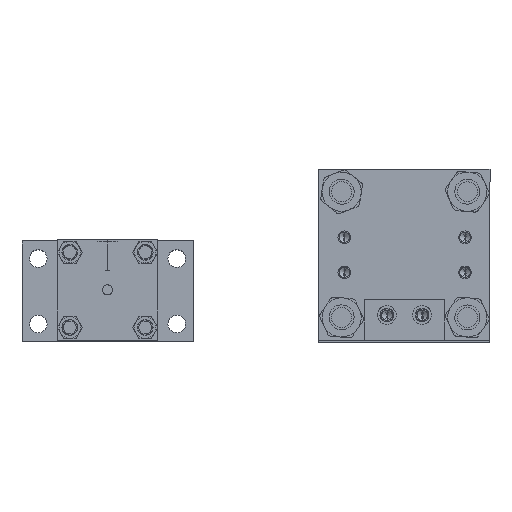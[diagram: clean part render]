
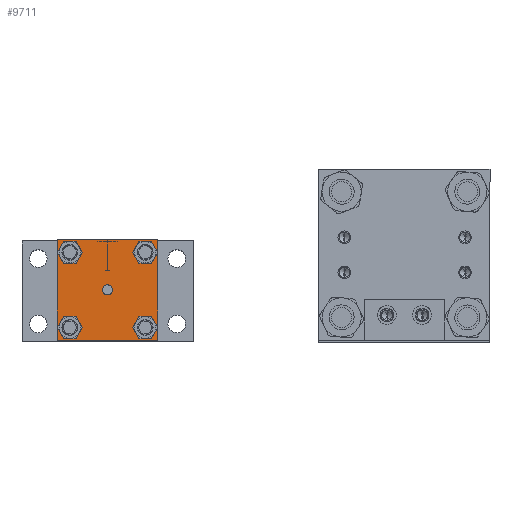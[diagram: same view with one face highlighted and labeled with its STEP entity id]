
A CAD part, top view. The second image highlights one B-rep face of the part: STEP entity #9711.
In plain terms, the highlighted planar face has unit normal (0, 0, 1).
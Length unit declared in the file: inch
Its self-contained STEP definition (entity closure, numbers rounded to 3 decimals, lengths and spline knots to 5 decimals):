
#97 = ORIENTED_EDGE ( 'NONE', *, *, #7361, .F. ) ;
#131 = CIRCLE ( 'NONE', #9722, 0.188 ) ;
#280 = CARTESIAN_POINT ( 'NONE',  ( 7.14946, 9.57806, 0.5 ) ) ;
#425 = CARTESIAN_POINT ( 'NONE',  ( 6.83446, 7.39306, 0.5 ) ) ;
#428 = CARTESIAN_POINT ( 'NONE',  ( 4.96446, 7.39306, 0.5 ) ) ;
#513 = CARTESIAN_POINT ( 'NONE',  ( 7.02246, 9.26306, 0.5 ) ) ;
#525 = CARTESIAN_POINT ( 'NONE',  ( 4.96446, 7.39306, 0.5 ) ) ;
#575 = DIRECTION ( 'NONE',  ( 1., 0., 0. ) ) ;
#599 = VECTOR ( 'NONE', #13092, 39.37008 ) ;
#666 = FACE_BOUND ( 'NONE', #7384, .T. ) ;
#670 = CIRCLE ( 'NONE', #5040, 0.12655 ) ;
#704 = AXIS2_PLACEMENT_3D ( 'NONE', #1825, #15076, #575 ) ;
#737 = VECTOR ( 'NONE', #11605, 39.37008 ) ;
#828 = CARTESIAN_POINT ( 'NONE',  ( 6.83446, 9.26306, 0.5 ) ) ;
#856 = DIRECTION ( 'NONE',  ( 0., 0., 1. ) ) ;
#941 = CARTESIAN_POINT ( 'NONE',  ( 7.14946, 5.57249, 0.5 ) ) ;
#1003 = VERTEX_POINT ( 'NONE', #4103 ) ;
#1071 = VERTEX_POINT ( 'NONE', #6955 ) ;
#1273 = VECTOR ( 'NONE', #2138, 39.37008 ) ;
#1434 = EDGE_CURVE ( 'NONE', #8475, #3628, #4998, .T. ) ;
#1435 = CARTESIAN_POINT ( 'NONE',  ( 5.89946, 9.57806, 0.5 ) ) ;
#1458 = CARTESIAN_POINT ( 'NONE',  ( 5.15246, 9.26306, 0.5 ) ) ;
#1536 = EDGE_CURVE ( 'NONE', #3773, #5255, #670, .T. ) ;
#1647 = VERTEX_POINT ( 'NONE', #15428 ) ;
#1825 = CARTESIAN_POINT ( 'NONE',  ( 5.89946, 5.57249, 0.5 ) ) ;
#2086 = LINE ( 'NONE', #10631, #599 ) ;
#2138 = DIRECTION ( 'NONE',  ( 0., -1., 0. ) ) ;
#2163 = EDGE_CURVE ( 'NONE', #8652, #1071, #9531, .T. ) ;
#2269 = CARTESIAN_POINT ( 'NONE',  ( 4.64946, 9.57806, 0.5 ) ) ;
#2606 = ORIENTED_EDGE ( 'NONE', *, *, #13486, .F. ) ;
#2876 = CIRCLE ( 'NONE', #14709, 0.188 ) ;
#2989 = DIRECTION ( 'NONE',  ( 0., 0., 1. ) ) ;
#3033 = CARTESIAN_POINT ( 'NONE',  ( 7.14946, 7.07806, 0.5 ) ) ;
#3055 = EDGE_CURVE ( 'NONE', #3628, #8475, #2876, .T. ) ;
#3460 = AXIS2_PLACEMENT_3D ( 'NONE', #428, #8963, #5259 ) ;
#3548 = EDGE_LOOP ( 'NONE', ( #5926, #11963, #7452, #97 ) ) ;
#3628 = VERTEX_POINT ( 'NONE', #513 ) ;
#3748 = CIRCLE ( 'NONE', #3460, 0.188 ) ;
#3773 = VERTEX_POINT ( 'NONE', #12820 ) ;
#3825 = FACE_BOUND ( 'NONE', #7187, .T. ) ;
#3853 = EDGE_CURVE ( 'NONE', #7712, #1003, #15004, .T. ) ;
#4094 = CARTESIAN_POINT ( 'NONE',  ( 5.15246, 7.39306, 0.5 ) ) ;
#4103 = CARTESIAN_POINT ( 'NONE',  ( 4.77646, 9.26306, 0.5 ) ) ;
#4170 = ORIENTED_EDGE ( 'NONE', *, *, #1434, .F. ) ;
#4219 = AXIS2_PLACEMENT_3D ( 'NONE', #828, #4434, #6870 ) ;
#4222 = FACE_BOUND ( 'NONE', #10151, .T. ) ;
#4329 = DIRECTION ( 'NONE',  ( 0., 0., 1. ) ) ;
#4408 = EDGE_CURVE ( 'NONE', #9145, #1647, #2086, .T. ) ;
#4428 = CARTESIAN_POINT ( 'NONE',  ( 5.89946, 7.07806, 0.5 ) ) ;
#4434 = DIRECTION ( 'NONE',  ( 0., 0., 1. ) ) ;
#4714 = VERTEX_POINT ( 'NONE', #280 ) ;
#4933 = CARTESIAN_POINT ( 'NONE',  ( 5.89946, 8.32806, 0.5 ) ) ;
#4998 = CIRCLE ( 'NONE', #4219, 0.188 ) ;
#5040 = AXIS2_PLACEMENT_3D ( 'NONE', #11612, #4329, #12842 ) ;
#5214 = DIRECTION ( 'NONE',  ( 1., 0., 0. ) ) ;
#5255 = VERTEX_POINT ( 'NONE', #7259 ) ;
#5259 = DIRECTION ( 'NONE',  ( 1., 0., 0. ) ) ;
#5563 = PLANE ( 'NONE',  #704 ) ;
#5926 = ORIENTED_EDGE ( 'NONE', *, *, #10684, .F. ) ;
#5974 = DIRECTION ( 'NONE',  ( 0., 0., 1. ) ) ;
#6258 = DIRECTION ( 'NONE',  ( 0., 0., 1. ) ) ;
#6678 = FACE_OUTER_BOUND ( 'NONE', #3548, .T. ) ;
#6870 = DIRECTION ( 'NONE',  ( 1., 0., 0. ) ) ;
#6955 = CARTESIAN_POINT ( 'NONE',  ( 7.02246, 7.39306, 0.5 ) ) ;
#7039 = CARTESIAN_POINT ( 'NONE',  ( 6.64646, 7.39306, 0.5 ) ) ;
#7100 = EDGE_CURVE ( 'NONE', #9503, #8638, #9773, .T. ) ;
#7187 = EDGE_LOOP ( 'NONE', ( #14921, #2606 ) ) ;
#7190 = ORIENTED_EDGE ( 'NONE', *, *, #7724, .F. ) ;
#7259 = CARTESIAN_POINT ( 'NONE',  ( 5.77291, 8.32806, 0.5 ) ) ;
#7296 = EDGE_LOOP ( 'NONE', ( #8207, #7539 ) ) ;
#7361 = EDGE_CURVE ( 'NONE', #4714, #9675, #7481, .T. ) ;
#7384 = EDGE_LOOP ( 'NONE', ( #7960, #9082 ) ) ;
#7414 = CARTESIAN_POINT ( 'NONE',  ( 6.83446, 7.39306, 0.5 ) ) ;
#7452 = ORIENTED_EDGE ( 'NONE', *, *, #14572, .T. ) ;
#7481 = LINE ( 'NONE', #941, #1273 ) ;
#7529 = CARTESIAN_POINT ( 'NONE',  ( 6.83446, 9.26306, 0.5 ) ) ;
#7539 = ORIENTED_EDGE ( 'NONE', *, *, #1536, .F. ) ;
#7554 = CARTESIAN_POINT ( 'NONE',  ( 4.96446, 9.26306, 0.5 ) ) ;
#7712 = VERTEX_POINT ( 'NONE', #1458 ) ;
#7724 = EDGE_CURVE ( 'NONE', #1003, #7712, #131, .T. ) ;
#7960 = ORIENTED_EDGE ( 'NONE', *, *, #14015, .F. ) ;
#7982 = AXIS2_PLACEMENT_3D ( 'NONE', #425, #14918, #8844 ) ;
#8077 = LINE ( 'NONE', #4428, #737 ) ;
#8091 = CIRCLE ( 'NONE', #10103, 0.188 ) ;
#8158 = CARTESIAN_POINT ( 'NONE',  ( 6.64646, 9.26306, 0.5 ) ) ;
#8207 = ORIENTED_EDGE ( 'NONE', *, *, #12701, .F. ) ;
#8453 = DIRECTION ( 'NONE',  ( 1., 0., 0. ) ) ;
#8475 = VERTEX_POINT ( 'NONE', #8158 ) ;
#8562 = CARTESIAN_POINT ( 'NONE',  ( 4.77646, 7.39306, 0.5 ) ) ;
#8638 = VERTEX_POINT ( 'NONE', #8562 ) ;
#8652 = VERTEX_POINT ( 'NONE', #7039 ) ;
#8680 = DIRECTION ( 'NONE',  ( 0., 0., 1. ) ) ;
#8754 = DIRECTION ( 'NONE',  ( 1., 0., 0. ) ) ;
#8844 = DIRECTION ( 'NONE',  ( 1., 0., 0. ) ) ;
#8963 = DIRECTION ( 'NONE',  ( 0., 0., 1. ) ) ;
#9082 = ORIENTED_EDGE ( 'NONE', *, *, #2163, .F. ) ;
#9145 = VERTEX_POINT ( 'NONE', #2269 ) ;
#9503 = VERTEX_POINT ( 'NONE', #4094 ) ;
#9525 = FACE_BOUND ( 'NONE', #13863, .T. ) ;
#9531 = CIRCLE ( 'NONE', #7982, 0.188 ) ;
#9675 = VERTEX_POINT ( 'NONE', #3033 ) ;
#9711 = ADVANCED_FACE ( 'NONE', ( #666, #4222, #9525, #3825, #6678, #13552 ), #5563, .T. ) ;
#9722 = AXIS2_PLACEMENT_3D ( 'NONE', #7554, #8680, #12475 ) ;
#9773 = CIRCLE ( 'NONE', #13983, 0.188 ) ;
#10103 = AXIS2_PLACEMENT_3D ( 'NONE', #7414, #5974, #8453 ) ;
#10151 = EDGE_LOOP ( 'NONE', ( #15610, #4170 ) ) ;
#10453 = DIRECTION ( 'NONE',  ( 1., 0., 0. ) ) ;
#10456 = VECTOR ( 'NONE', #5214, 39.37008 ) ;
#10631 = CARTESIAN_POINT ( 'NONE',  ( 4.64946, 5.57249, 0.5 ) ) ;
#10684 = EDGE_CURVE ( 'NONE', #9145, #4714, #13715, .T. ) ;
#11350 = AXIS2_PLACEMENT_3D ( 'NONE', #14278, #856, #10453 ) ;
#11605 = DIRECTION ( 'NONE',  ( 1., 0., 0. ) ) ;
#11612 = CARTESIAN_POINT ( 'NONE',  ( 5.89946, 8.32806, 0.5 ) ) ;
#11741 = CIRCLE ( 'NONE', #15568, 0.12655 ) ;
#11960 = ORIENTED_EDGE ( 'NONE', *, *, #3853, .F. ) ;
#11963 = ORIENTED_EDGE ( 'NONE', *, *, #4408, .T. ) ;
#12423 = DIRECTION ( 'NONE',  ( 0., 0., 1. ) ) ;
#12475 = DIRECTION ( 'NONE',  ( 1., 0., 0. ) ) ;
#12701 = EDGE_CURVE ( 'NONE', #5255, #3773, #11741, .T. ) ;
#12820 = CARTESIAN_POINT ( 'NONE',  ( 6.02601, 8.32806, 0.5 ) ) ;
#12842 = DIRECTION ( 'NONE',  ( 1., 0., 0. ) ) ;
#13092 = DIRECTION ( 'NONE',  ( 0., -1., 0. ) ) ;
#13486 = EDGE_CURVE ( 'NONE', #8638, #9503, #3748, .T. ) ;
#13552 = FACE_BOUND ( 'NONE', #7296, .T. ) ;
#13715 = LINE ( 'NONE', #1435, #10456 ) ;
#13856 = DIRECTION ( 'NONE',  ( 1., 0., 0. ) ) ;
#13863 = EDGE_LOOP ( 'NONE', ( #11960, #7190 ) ) ;
#13983 = AXIS2_PLACEMENT_3D ( 'NONE', #525, #2989, #13856 ) ;
#14015 = EDGE_CURVE ( 'NONE', #1071, #8652, #8091, .T. ) ;
#14278 = CARTESIAN_POINT ( 'NONE',  ( 4.96446, 9.26306, 0.5 ) ) ;
#14572 = EDGE_CURVE ( 'NONE', #1647, #9675, #8077, .T. ) ;
#14709 = AXIS2_PLACEMENT_3D ( 'NONE', #7529, #6258, #8754 ) ;
#14848 = DIRECTION ( 'NONE',  ( 1., 0., 0. ) ) ;
#14918 = DIRECTION ( 'NONE',  ( 0., 0., 1. ) ) ;
#14921 = ORIENTED_EDGE ( 'NONE', *, *, #7100, .F. ) ;
#15004 = CIRCLE ( 'NONE', #11350, 0.188 ) ;
#15076 = DIRECTION ( 'NONE',  ( 0., 0., 1. ) ) ;
#15428 = CARTESIAN_POINT ( 'NONE',  ( 4.64946, 7.07806, 0.5 ) ) ;
#15568 = AXIS2_PLACEMENT_3D ( 'NONE', #4933, #12423, #14848 ) ;
#15610 = ORIENTED_EDGE ( 'NONE', *, *, #3055, .F. ) ;
